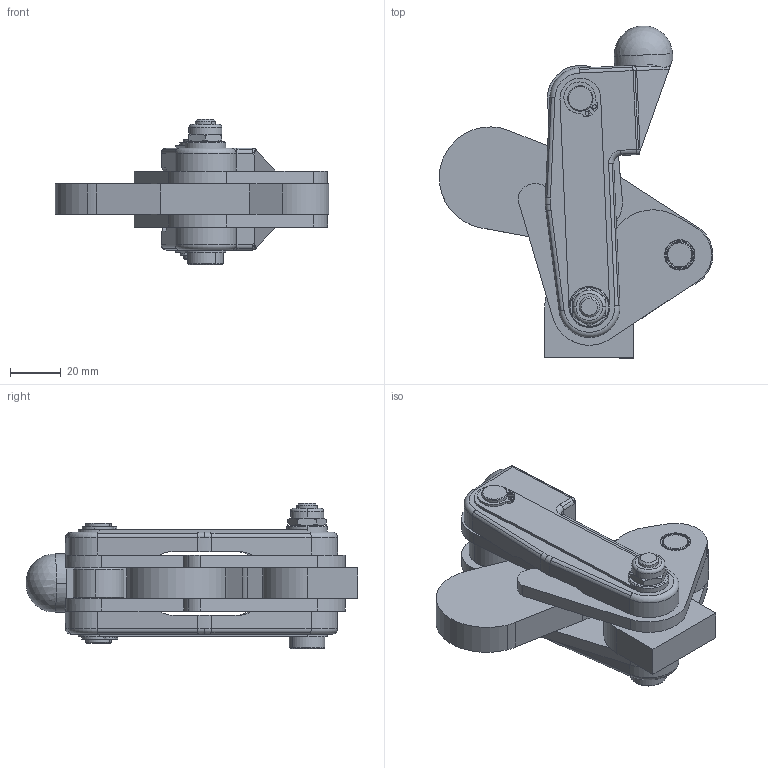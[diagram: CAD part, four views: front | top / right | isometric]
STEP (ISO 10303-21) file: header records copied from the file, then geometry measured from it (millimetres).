
FILE_DESCRIPTION((''),'2;1');
FILE_NAME('615.stp','2005-09-01T12:07:44',('CAD'),(''),'Autodesk Inventor 8','Autodesk Inventor 8','');
FILE_SCHEMA(('AUTOMOTIVE_DESIGN { 1 0 10303 214 1 1 1 1 }'));
Length unit declared in the file: millimetre
Products named in the file (1): Part71
Bounding box: 107.47 x 130.42 x 57 mm (x, y, z)
Volume: 177140.6 mm3; surface area: 41065.8 mm2
Topology: 1 solids, 112 shells, 2016 faces, 5949 edges, 3920 vertices
Faces by surface type: plane 1416, cylinder 359, bspline 114, cone 110, torus 12, sphere 5
Entity records: 68054 total; most frequent: CARTESIAN_POINT 17260, ORIENTED_EDGE 11882, DIRECTION 9747, EDGE_CURVE 5941, VERTEX_POINT 3918, AXIS2_PLACEMENT_3D 3535, VECTOR 2677, LINE 2677
